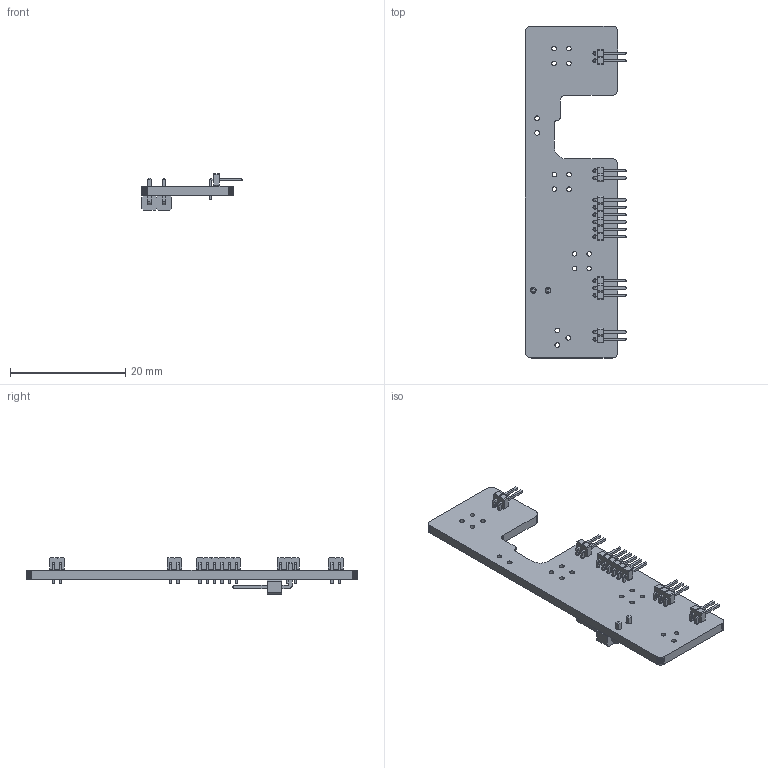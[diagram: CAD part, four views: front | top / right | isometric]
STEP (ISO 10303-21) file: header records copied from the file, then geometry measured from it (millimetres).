
FILE_DESCRIPTION(('KiCad electronic assembly'),'2;1');
FILE_NAME('Hardware_NanoPi_v7_ConnectorPlate.step','2023-07-18T22:35:44' ,('Pcbnew'),('Kicad'),'Open CASCADE STEP processor 7.5', 'KiCad to STEP converter','Unknown');
FILE_SCHEMA(('AUTOMOTIVE_DESIGN { 1 0 10303 214 1 1 1 1 }'));
Length unit declared in the file: millimetre
Products named in the file (10): Hardware_NanoPi_v7_ConnectorPlate 1; PinHeader_1x02_P1.27mm_Horizontal; SOLID; PinHeader_1x06_P1.27mm_Horizontal; PinHeader_1x03_P1.27mm_Horizontal; PinHeader_1x02_P2.54mm_Horizontal; Hardware_NanoPi_v7_ConnectorPlate PCB
Assembly tree (11 placements, depth 3):
  Hardware_NanoPi_v7_ConnectorPlate 1
    PinHeader_1x02_P1.27mm_Horizontal  x3
      SOLID
    PinHeader_1x06_P1.27mm_Horizontal
      SOLID
    PinHeader_1x03_P1.27mm_Horizontal
      SOLID
    PinHeader_1x02_P2.54mm_Horizontal
      SOLID
    Hardware_NanoPi_v7_ConnectorPlate PCB
Bounding box: 17.5 x 57.5 x 6.34 mm (x, y, z)
Volume: 1360.6 mm3; surface area: 2413.2 mm2
Topology: 7 solids, 7 shells, 607 faces, 1541 edges, 982 vertices
Faces by surface type: plane 556, cylinder 51
Full cylindrical faces by diameter (mm): 0.65 x15, 0.8 x17, 1 x2
Entity records: 34044 total; most frequent: CARTESIAN_POINT 5500, DIRECTION 4815, LINE 3595, VECTOR 3595, ORIENTED_EDGE 2522, PCURVE 2522, DEFINITIONAL_REPRESENTATION 2522, EDGE_CURVE 1261
